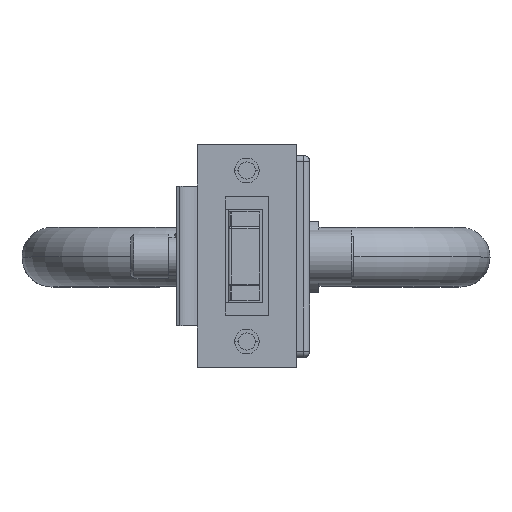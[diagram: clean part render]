
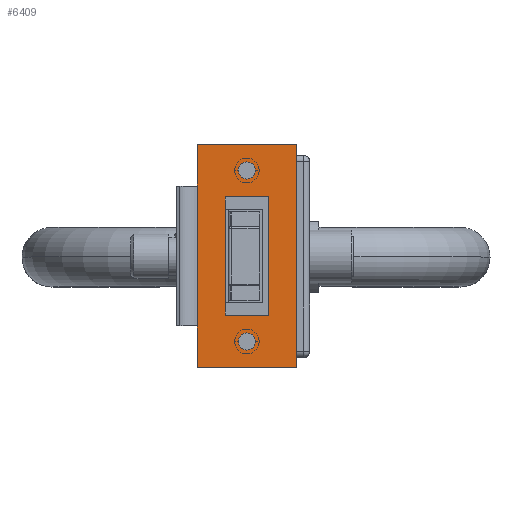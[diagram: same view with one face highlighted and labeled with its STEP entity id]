
A CAD part, top view. The second image highlights one B-rep face of the part: STEP entity #6409.
In plain terms, the highlighted planar face has unit normal (0, 0, 1).
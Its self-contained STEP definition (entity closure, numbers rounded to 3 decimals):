
#15 = CARTESIAN_POINT ( 'NONE',  ( -16., -36., 1.2 ) ) ;
#76 = ORIENTED_EDGE ( 'NONE', *, *, #3021, .F. ) ;
#97 = EDGE_CURVE ( 'NONE', #6989, #5041, #4609, .T. ) ;
#167 = VECTOR ( 'NONE', #3366, 1000. ) ;
#261 = VERTEX_POINT ( 'NONE', #4795 ) ;
#378 = DIRECTION ( 'NONE',  ( 1., 0., 0. ) ) ;
#391 = VECTOR ( 'NONE', #6908, 1000. ) ;
#409 = LINE ( 'NONE', #6440, #5402 ) ;
#504 = EDGE_CURVE ( 'NONE', #5041, #981, #3255, .T. ) ;
#506 = LINE ( 'NONE', #6333, #3448 ) ;
#512 = DIRECTION ( 'NONE',  ( 0., -1., 0. ) ) ;
#635 = CARTESIAN_POINT ( 'NONE',  ( 0., -27.5, 1.2 ) ) ;
#637 = ORIENTED_EDGE ( 'NONE', *, *, #97, .T. ) ;
#638 = EDGE_CURVE ( 'NONE', #6781, #2450, #506, .T. ) ;
#798 = VERTEX_POINT ( 'NONE', #4788 ) ;
#824 = VERTEX_POINT ( 'NONE', #3089 ) ;
#890 = EDGE_CURVE ( 'NONE', #7179, #1849, #4607, .T. ) ;
#901 = VECTOR ( 'NONE', #946, 1000. ) ;
#941 = CARTESIAN_POINT ( 'NONE',  ( -16., -36., 1.2 ) ) ;
#946 = DIRECTION ( 'NONE',  ( 0., -1., 0. ) ) ;
#955 = LINE ( 'NONE', #2833, #5151 ) ;
#975 = ORIENTED_EDGE ( 'NONE', *, *, #638, .F. ) ;
#981 = VERTEX_POINT ( 'NONE', #15 ) ;
#985 = DIRECTION ( 'NONE',  ( 0., -1., 0. ) ) ;
#987 = DIRECTION ( 'NONE',  ( 0., -1., 0. ) ) ;
#1015 = ORIENTED_EDGE ( 'NONE', *, *, #1201, .F. ) ;
#1140 = EDGE_LOOP ( 'NONE', ( #5506, #6730 ) ) ;
#1189 = EDGE_CURVE ( 'NONE', #5618, #6781, #2175, .T. ) ;
#1201 = EDGE_CURVE ( 'NONE', #2450, #261, #6874, .T. ) ;
#1268 = CARTESIAN_POINT ( 'NONE',  ( -7., -19., 1.2 ) ) ;
#1306 = LINE ( 'NONE', #1268, #1633 ) ;
#1507 = DIRECTION ( 'NONE',  ( 0., 1., 0. ) ) ;
#1523 = CARTESIAN_POINT ( 'NONE',  ( -7., -19., 1.2 ) ) ;
#1571 = EDGE_CURVE ( 'NONE', #798, #4456, #2371, .T. ) ;
#1574 = CARTESIAN_POINT ( 'NONE',  ( 16., 36., 1.2 ) ) ;
#1633 = VECTOR ( 'NONE', #2502, 1000. ) ;
#1849 = VERTEX_POINT ( 'NONE', #7494 ) ;
#1902 = ORIENTED_EDGE ( 'NONE', *, *, #504, .T. ) ;
#1921 = CARTESIAN_POINT ( 'NONE',  ( -16., 22.5, 1.2 ) ) ;
#1959 = CARTESIAN_POINT ( 'NONE',  ( 2.75, -27.5, 1.2 ) ) ;
#1963 = CARTESIAN_POINT ( 'NONE',  ( -16., -22.5, 1.2 ) ) ;
#1974 = ORIENTED_EDGE ( 'NONE', *, *, #890, .F. ) ;
#1989 = VERTEX_POINT ( 'NONE', #6121 ) ;
#2086 = ORIENTED_EDGE ( 'NONE', *, *, #4276, .F. ) ;
#2105 = DIRECTION ( 'NONE',  ( -1., 0., 0. ) ) ;
#2143 = FACE_BOUND ( 'NONE', #1140, .T. ) ;
#2175 = LINE ( 'NONE', #4528, #2604 ) ;
#2247 = ORIENTED_EDGE ( 'NONE', *, *, #4443, .T. ) ;
#2348 = LINE ( 'NONE', #3983, #167 ) ;
#2360 = DIRECTION ( 'NONE',  ( 0., 0., 1. ) ) ;
#2371 = CIRCLE ( 'NONE', #4098, 2.75 ) ;
#2450 = VERTEX_POINT ( 'NONE', #6110 ) ;
#2502 = DIRECTION ( 'NONE',  ( 0., -1., 0. ) ) ;
#2560 = AXIS2_PLACEMENT_3D ( 'NONE', #6301, #7591, #2105 ) ;
#2604 = VECTOR ( 'NONE', #987, 1000. ) ;
#2639 = CARTESIAN_POINT ( 'NONE',  ( -16., -36., 1.2 ) ) ;
#2726 = FACE_OUTER_BOUND ( 'NONE', #6007, .T. ) ;
#2795 = EDGE_CURVE ( 'NONE', #981, #1989, #6708, .T. ) ;
#2833 = CARTESIAN_POINT ( 'NONE',  ( -16., -36., 1.2 ) ) ;
#2943 = ORIENTED_EDGE ( 'NONE', *, *, #1189, .F. ) ;
#2978 = DIRECTION ( 'NONE',  ( -1., 0., 0. ) ) ;
#3021 = EDGE_CURVE ( 'NONE', #824, #4533, #2348, .T. ) ;
#3089 = CARTESIAN_POINT ( 'NONE',  ( 7., 19., 1.2 ) ) ;
#3247 = CARTESIAN_POINT ( 'NONE',  ( 7., -19., 1.2 ) ) ;
#3255 = LINE ( 'NONE', #2639, #901 ) ;
#3292 = CARTESIAN_POINT ( 'NONE',  ( -7., 19., 1.2 ) ) ;
#3323 = EDGE_LOOP ( 'NONE', ( #2086, #1974 ) ) ;
#3366 = DIRECTION ( 'NONE',  ( -1., 0., 0. ) ) ;
#3448 = VECTOR ( 'NONE', #985, 1000. ) ;
#3501 = ORIENTED_EDGE ( 'NONE', *, *, #6081, .T. ) ;
#3931 = EDGE_CURVE ( 'NONE', #4533, #5618, #1306, .T. ) ;
#3983 = CARTESIAN_POINT ( 'NONE',  ( -7., 19., 1.2 ) ) ;
#4042 = CARTESIAN_POINT ( 'NONE',  ( -7., 15., 1.2 ) ) ;
#4098 = AXIS2_PLACEMENT_3D ( 'NONE', #4663, #6930, #5671 ) ;
#4157 = DIRECTION ( 'NONE',  ( 1., 0., 0. ) ) ;
#4223 = ORIENTED_EDGE ( 'NONE', *, *, #6429, .T. ) ;
#4230 = VERTEX_POINT ( 'NONE', #1574 ) ;
#4268 = VECTOR ( 'NONE', #2978, 1000. ) ;
#4276 = EDGE_CURVE ( 'NONE', #1849, #7179, #6960, .T. ) ;
#4326 = CARTESIAN_POINT ( 'NONE',  ( -7., -15., 1.2 ) ) ;
#4332 = CARTESIAN_POINT ( 'NONE',  ( -16., 36., 1.2 ) ) ;
#4443 = EDGE_CURVE ( 'NONE', #4230, #6329, #7245, .T. ) ;
#4456 = VERTEX_POINT ( 'NONE', #7173 ) ;
#4519 = DIRECTION ( 'NONE',  ( 1., 0., 0. ) ) ;
#4528 = CARTESIAN_POINT ( 'NONE',  ( -7., -19., 1.2 ) ) ;
#4533 = VERTEX_POINT ( 'NONE', #3292 ) ;
#4607 = CIRCLE ( 'NONE', #5351, 2.75 ) ;
#4609 = LINE ( 'NONE', #5760, #5628 ) ;
#4649 = DIRECTION ( 'NONE',  ( 1., 0., 0. ) ) ;
#4659 = CARTESIAN_POINT ( 'NONE',  ( 0., 27.5, 1.2 ) ) ;
#4663 = CARTESIAN_POINT ( 'NONE',  ( 0., 27.5, 1.2 ) ) ;
#4788 = CARTESIAN_POINT ( 'NONE',  ( -2.75, 27.5, 1.2 ) ) ;
#4795 = CARTESIAN_POINT ( 'NONE',  ( 7., -19., 1.2 ) ) ;
#4881 = AXIS2_PLACEMENT_3D ( 'NONE', #4659, #5241, #4157 ) ;
#5041 = VERTEX_POINT ( 'NONE', #1963 ) ;
#5061 = EDGE_CURVE ( 'NONE', #261, #824, #5564, .T. ) ;
#5151 = VECTOR ( 'NONE', #512, 1000. ) ;
#5241 = DIRECTION ( 'NONE',  ( 0., 0., 1. ) ) ;
#5329 = ORIENTED_EDGE ( 'NONE', *, *, #3931, .F. ) ;
#5351 = AXIS2_PLACEMENT_3D ( 'NONE', #635, #7026, #4649 ) ;
#5384 = CIRCLE ( 'NONE', #4881, 2.75 ) ;
#5402 = VECTOR ( 'NONE', #6880, 1000. ) ;
#5408 = ORIENTED_EDGE ( 'NONE', *, *, #2795, .T. ) ;
#5506 = ORIENTED_EDGE ( 'NONE', *, *, #1571, .F. ) ;
#5564 = LINE ( 'NONE', #3247, #7160 ) ;
#5597 = VECTOR ( 'NONE', #4519, 1000. ) ;
#5618 = VERTEX_POINT ( 'NONE', #4042 ) ;
#5628 = VECTOR ( 'NONE', #6984, 1000. ) ;
#5671 = DIRECTION ( 'NONE',  ( 1., 0., 0. ) ) ;
#5692 = PLANE ( 'NONE',  #2560 ) ;
#5760 = CARTESIAN_POINT ( 'NONE',  ( -16., -36., 1.2 ) ) ;
#5986 = EDGE_LOOP ( 'NONE', ( #6319, #1015, #975, #2943, #5329, #76 ) ) ;
#6007 = EDGE_LOOP ( 'NONE', ( #4223, #2247, #3501, #637, #1902, #5408 ) ) ;
#6081 = EDGE_CURVE ( 'NONE', #6329, #6989, #955, .T. ) ;
#6110 = CARTESIAN_POINT ( 'NONE',  ( -7., -19., 1.2 ) ) ;
#6121 = CARTESIAN_POINT ( 'NONE',  ( 16., -36., 1.2 ) ) ;
#6186 = FACE_BOUND ( 'NONE', #5986, .T. ) ;
#6301 = CARTESIAN_POINT ( 'NONE',  ( 0., 0., 1.2 ) ) ;
#6319 = ORIENTED_EDGE ( 'NONE', *, *, #5061, .F. ) ;
#6329 = VERTEX_POINT ( 'NONE', #6690 ) ;
#6333 = CARTESIAN_POINT ( 'NONE',  ( -7., -19., 1.2 ) ) ;
#6409 = ADVANCED_FACE ( 'NONE', ( #2726, #6186, #2143, #7376 ), #5692, .F. ) ;
#6429 = EDGE_CURVE ( 'NONE', #1989, #4230, #409, .T. ) ;
#6440 = CARTESIAN_POINT ( 'NONE',  ( 16., -36., 1.2 ) ) ;
#6690 = CARTESIAN_POINT ( 'NONE',  ( -16., 36., 1.2 ) ) ;
#6708 = LINE ( 'NONE', #941, #5597 ) ;
#6730 = ORIENTED_EDGE ( 'NONE', *, *, #7466, .F. ) ;
#6781 = VERTEX_POINT ( 'NONE', #4326 ) ;
#6874 = LINE ( 'NONE', #1523, #391 ) ;
#6880 = DIRECTION ( 'NONE',  ( 0., 1., 0. ) ) ;
#6908 = DIRECTION ( 'NONE',  ( 1., 0., 0. ) ) ;
#6930 = DIRECTION ( 'NONE',  ( 0., 0., 1. ) ) ;
#6960 = CIRCLE ( 'NONE', #7326, 2.75 ) ;
#6984 = DIRECTION ( 'NONE',  ( 0., -1., 0. ) ) ;
#6989 = VERTEX_POINT ( 'NONE', #1921 ) ;
#7026 = DIRECTION ( 'NONE',  ( 0., 0., 1. ) ) ;
#7160 = VECTOR ( 'NONE', #1507, 1000. ) ;
#7173 = CARTESIAN_POINT ( 'NONE',  ( 2.75, 27.5, 1.2 ) ) ;
#7179 = VERTEX_POINT ( 'NONE', #1959 ) ;
#7245 = LINE ( 'NONE', #4332, #4268 ) ;
#7326 = AXIS2_PLACEMENT_3D ( 'NONE', #7426, #2360, #378 ) ;
#7376 = FACE_BOUND ( 'NONE', #3323, .T. ) ;
#7426 = CARTESIAN_POINT ( 'NONE',  ( 0., -27.5, 1.2 ) ) ;
#7466 = EDGE_CURVE ( 'NONE', #4456, #798, #5384, .T. ) ;
#7494 = CARTESIAN_POINT ( 'NONE',  ( -2.75, -27.5, 1.2 ) ) ;
#7591 = DIRECTION ( 'NONE',  ( 0., 0., -1. ) ) ;
